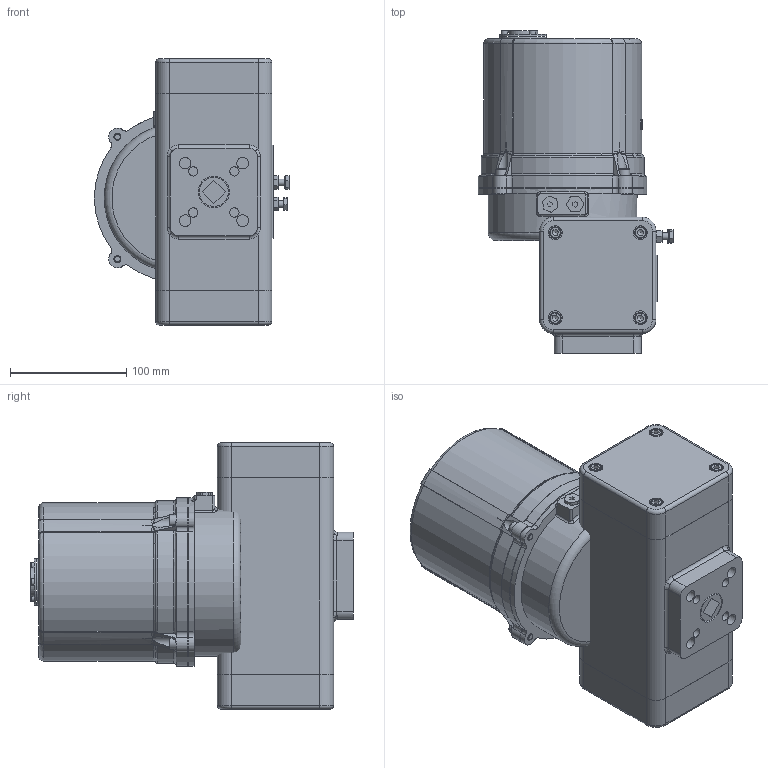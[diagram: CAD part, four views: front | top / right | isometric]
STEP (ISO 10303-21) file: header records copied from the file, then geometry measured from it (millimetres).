
FILE_DESCRIPTION(/* description */ (''),/* implementation_level */ '2;1');
FILE_NAME(/* name */ '003_3D_STEP.stp',/* time_stamp */ '2025-04-22T00:33:50+03:00',/* author */ ('igorr'),/* organization */ (''),/* preprocessor_version */ 'ST-DEVELOPER v20',/* originating_system */ 'Autodesk Inventor 2025',/* authorisation */ '');
FILE_SCHEMA (('AUTOMOTIVE_DESIGN { 1 0 10303 214 3 1 1 }'));
Length unit declared in the file: millimetre
Products named in the file (8): Сборка1; Деталь1; Деталь2; AS 1420 - 1973 - M6 x 10; AS 1420 - 1973 - M6 x 16; AS 1420 - 1973 - M3 x 6; ANSI B18.2.4.2M - M6x1; AS 1110 - M6 x 12
Assembly tree (21 placements, depth 2):
  Сборка1
    Деталь1
    Деталь2
    AS 1420 - 1973 - M6 x 16  x8
    AS 1420 - 1973 - M6 x 10  x4
    AS 1420 - 1973 - M3 x 6  x3
    ANSI B18.2.4.2M - M6x1  x2
    AS 1110 - M6 x 12  x2
Bounding box: 167.98 x 277.6 x 229.63 mm (x, y, z)
Volume: 4808280.8 mm3; surface area: 312231.3 mm2
Topology: 23 solids, 23 shells, 729 faces, 1775 edges, 1152 vertices
Faces by surface type: plane 349, cylinder 188, cone 72, torus 65, bspline 55
Full cylindrical faces by diameter (mm): 3 x3, 4 x6, 4.917 x2, 5.5 x3, 6 x16, 8 x4, 10 x18, 12 x16, 18 x2, 25 x2, 27 x1, 40 x2, 55.351 x1, 55.907 x1, 128 x1
Entity records: 17609 total; most frequent: CARTESIAN_POINT 5146, ORIENTED_EDGE 2478, DIRECTION 2422, EDGE_CURVE 1239, AXIS2_PLACEMENT_3D 945, VERTEX_POINT 805, EDGE_LOOP 578, LINE 532
